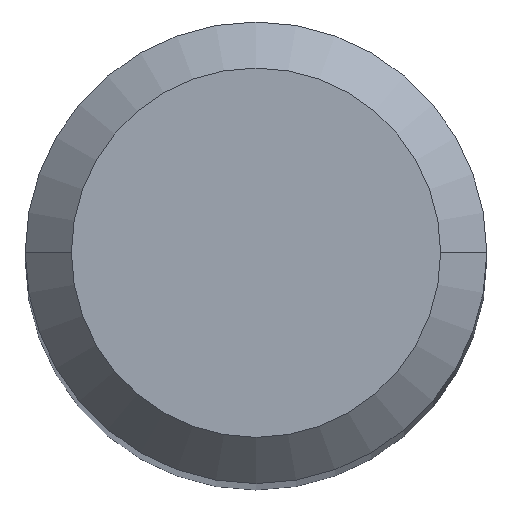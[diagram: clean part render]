
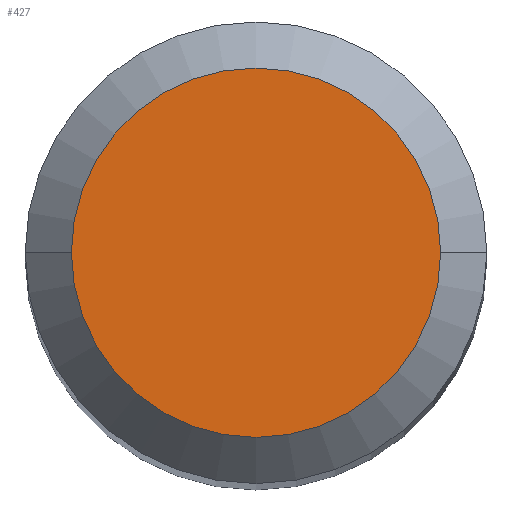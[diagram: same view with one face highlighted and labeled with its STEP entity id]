
A CAD part, top view. The second image highlights one B-rep face of the part: STEP entity #427.
In plain terms, the highlighted planar face has unit normal (0, 0, 1).
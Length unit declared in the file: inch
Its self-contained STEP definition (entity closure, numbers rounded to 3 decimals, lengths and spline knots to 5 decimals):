
#6 = EDGE_LOOP ( 'NONE', ( #315, #422 ) ) ;
#18 = DIRECTION ( 'NONE',  ( 1., 0., 0. ) ) ;
#31 = AXIS2_PLACEMENT_3D ( 'NONE', #154, #474, #18 ) ;
#55 = CARTESIAN_POINT ( 'NONE',  ( 0.04724, 0., 0. ) ) ;
#59 = DIRECTION ( 'NONE',  ( 0., 0., 1. ) ) ;
#61 = AXIS2_PLACEMENT_3D ( 'NONE', #424, #59, #348 ) ;
#78 = AXIS2_PLACEMENT_3D ( 'NONE', #415, #378, #143 ) ;
#84 = VERTEX_POINT ( 'NONE', #55 ) ;
#104 = EDGE_CURVE ( 'NONE', #84, #172, #230, .T. ) ;
#108 = EDGE_CURVE ( 'NONE', #172, #84, #369, .T. ) ;
#114 = FACE_OUTER_BOUND ( 'NONE', #6, .T. ) ;
#143 = DIRECTION ( 'NONE',  ( -1., 0., 0. ) ) ;
#154 = CARTESIAN_POINT ( 'NONE',  ( 0., 0., 0. ) ) ;
#172 = VERTEX_POINT ( 'NONE', #471 ) ;
#230 = CIRCLE ( 'NONE', #61, 0.04724 ) ;
#260 = PLANE ( 'NONE',  #78 ) ;
#315 = ORIENTED_EDGE ( 'NONE', *, *, #108, .T. ) ;
#348 = DIRECTION ( 'NONE',  ( 1., 0., 0. ) ) ;
#369 = CIRCLE ( 'NONE', #31, 0.04724 ) ;
#378 = DIRECTION ( 'NONE',  ( 0., 0., -1. ) ) ;
#415 = CARTESIAN_POINT ( 'NONE',  ( 0., 0., 0. ) ) ;
#422 = ORIENTED_EDGE ( 'NONE', *, *, #104, .T. ) ;
#424 = CARTESIAN_POINT ( 'NONE',  ( 0., 0., 0. ) ) ;
#427 = ADVANCED_FACE ( 'NONE', ( #114 ), #260, .F. ) ;
#471 = CARTESIAN_POINT ( 'NONE',  ( -0.04724, 0., 0. ) ) ;
#474 = DIRECTION ( 'NONE',  ( 0., 0., 1. ) ) ;
